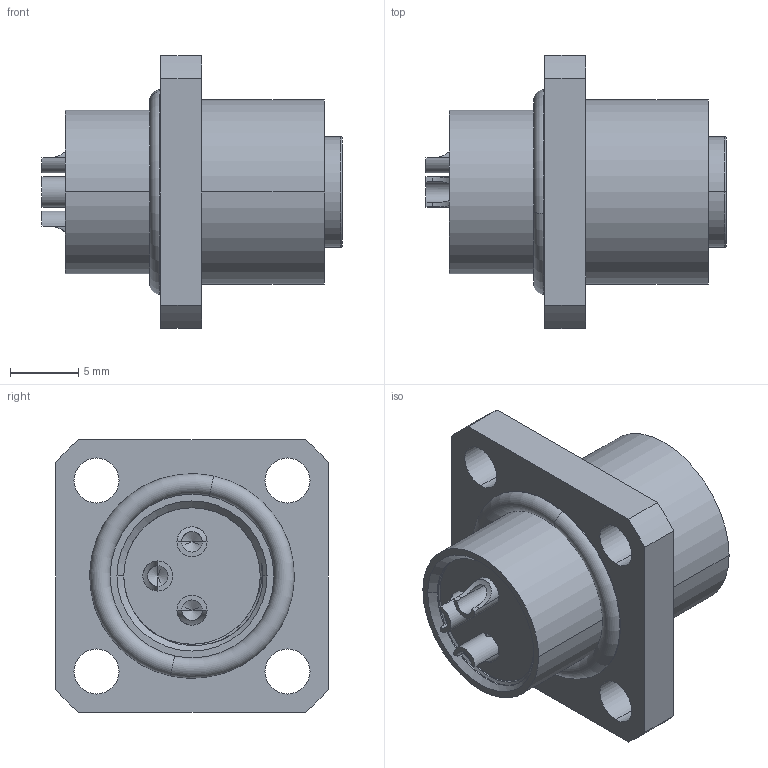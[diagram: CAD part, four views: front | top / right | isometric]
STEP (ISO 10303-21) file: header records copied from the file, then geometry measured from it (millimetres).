
FILE_DESCRIPTION (( 'STEP AP203' ), '1' );
FILE_NAME ('55-00459.STEP', '2025-03-14T19:54:00', ( '' ), ( '' ), 'SwSTEP 2.0', 'SolidWorks 2021', '' );
FILE_SCHEMA (( 'CONFIG_CONTROL_DESIGN' ));
Length unit declared in the file: millimetre
Products named in the file (6): 55-00459-05___; 55-00459-04___; 55-00459; 55-00459-02___; 55-00459-01___; 55-00459-03___
Assembly tree (7 placements, depth 2):
  55-00459
    55-00459-01___
    55-00459-02___
    55-00459-03___  x3
    55-00459-04___
    55-00459-05___
Bounding box: 22 x 20 x 20 mm (x, y, z)
Volume: 2646.1 mm3; surface area: 4744 mm2
Topology: 7 solids, 7 shells, 254 faces, 636 edges, 399 vertices
Faces by surface type: cylinder 124, plane 75, cone 26, torus 22, bspline 7
Entity records: 9063 total; most frequent: CARTESIAN_POINT 3992, DIRECTION 934, ORIENTED_EDGE 928, EDGE_CURVE 464, AXIS2_PLACEMENT_3D 369, VERTEX_POINT 299, EDGE_LOOP 219, LINE 196
